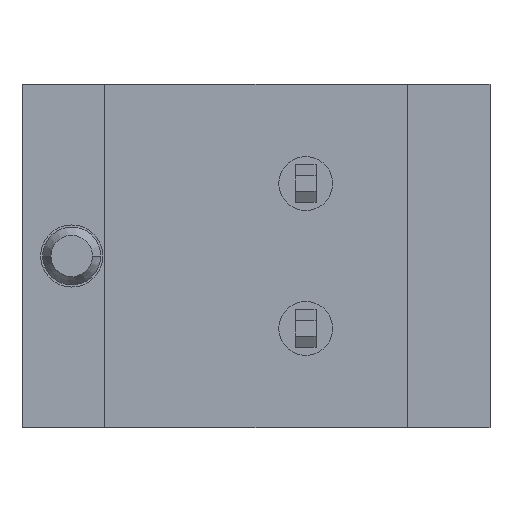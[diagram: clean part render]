
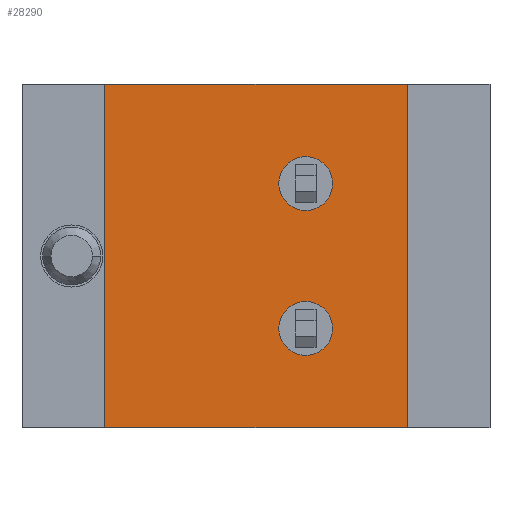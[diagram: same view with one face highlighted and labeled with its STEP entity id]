
A CAD part, front view. The second image highlights one B-rep face of the part: STEP entity #28290.
In plain terms, the highlighted planar face has unit normal (0, -1, 0).
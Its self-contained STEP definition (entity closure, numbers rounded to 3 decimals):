
#23650=CARTESIAN_POINT('',(-68.675,
   42.79,2.4));
#23660=VERTEX_POINT('',#23650);
#23690=CARTESIAN_POINT('',(-0.3,
   42.79,2.4));
#23700=DIRECTION('',(-1.,0.,
   0.));
#23710=VECTOR('',#23700,1.);
#23720=LINE('',#23690,#23710);
#23730=CARTESIAN_POINT('',(-75.975,
   42.79,2.4));
#23740=VERTEX_POINT('',#23730);
#23750=EDGE_CURVE('',#23660,#23740,#23720,.T.);
#27510=CARTESIAN_POINT('',(-75.975,
   42.79,0.));
#27520=DIRECTION('',(0.,0.,
   1.));
#27530=VECTOR('',#27520,1.);
#27540=LINE('',#27510,#27530);
#27550=CARTESIAN_POINT('',(-75.975,
   42.79,-5.9));
#27560=VERTEX_POINT('',#27550);
#27570=EDGE_CURVE('',#27560,#23740,#27540,.T.);
#27760=CARTESIAN_POINT('',(-75.975,
   42.79,0.));
#27770=DIRECTION('',(0.,-1.,
   0.));
#27780=DIRECTION('',(-1.,0.,
   0.));
#27790=AXIS2_PLACEMENT_3D('',#27760,#27770,#27780);
#27800=PLANE('',#27790);
#27810=ORIENTED_EDGE('',*,*,#23750,.T.);
#27820=CARTESIAN_POINT('',(-68.675,
   42.79,0.));
#27830=DIRECTION('',(0.,0.,
   1.));
#27840=VECTOR('',#27830,1.);
#27850=LINE('',#27820,#27840);
#27860=CARTESIAN_POINT('',(-68.675,
   42.79,-5.9));
#27870=VERTEX_POINT('',#27860);
#27880=EDGE_CURVE('',#27870,#23660,#27850,.T.);
#27890=ORIENTED_EDGE('',*,*,#27880,.T.);
#27900=CARTESIAN_POINT('',(-25.62,
   42.79,-5.9));
#27910=DIRECTION('',(-1.,0.,
   0.));
#27920=VECTOR('',#27910,1.);
#27930=LINE('',#27900,#27920);
#27940=EDGE_CURVE('',#27870,#27560,#27930,.T.);
#27950=ORIENTED_EDGE('',*,*,#27940,.F.);
#27960=ORIENTED_EDGE('',*,*,#27570,.F.);
#27970=EDGE_LOOP('',(#27960,#27950,#27890,#27810));
#27980=FACE_OUTER_BOUND('',#27970,.T.);
#27990=CARTESIAN_POINT('',(-71.125,
   42.79,-3.5));
#28000=DIRECTION('',(0.,-1.,
   0.));
#28010=DIRECTION('',(1.,0.,
   0.));
#28020=AXIS2_PLACEMENT_3D('',#27990,#28000,#28010);
#28030=CIRCLE('',#28020,0.65);
#28040=CARTESIAN_POINT('',(-70.475,
   42.79,-3.5));
#28050=VERTEX_POINT('',#28040);
#28060=CARTESIAN_POINT('',(-71.775,
   42.79,-3.5));
#28070=VERTEX_POINT('',#28060);
#28080=EDGE_CURVE('',#28050,#28070,#28030,.T.);
#28090=ORIENTED_EDGE('',*,*,#28080,.F.);
#28100=EDGE_CURVE('',#28070,#28050,#28030,.T.);
#28110=ORIENTED_EDGE('',*,*,#28100,.F.);
#28120=EDGE_LOOP('',(#28110,#28090));
#28130=FACE_BOUND('',#28120,.T.);
#28140=CARTESIAN_POINT('',(-71.125,
   42.79,0.));
#28150=DIRECTION('',(0.,-1.,
   0.));
#28160=DIRECTION('',(1.,0.,
   0.));
#28170=AXIS2_PLACEMENT_3D('',#28140,#28150,#28160);
#28180=CIRCLE('',#28170,0.65);
#28190=CARTESIAN_POINT('',(-70.475,
   42.79,0.));
#28200=VERTEX_POINT('',#28190);
#28210=CARTESIAN_POINT('',(-71.775,
   42.79,0.));
#28220=VERTEX_POINT('',#28210);
#28230=EDGE_CURVE('',#28200,#28220,#28180,.T.);
#28240=ORIENTED_EDGE('',*,*,#28230,.F.);
#28250=EDGE_CURVE('',#28220,#28200,#28180,.T.);
#28260=ORIENTED_EDGE('',*,*,#28250,.F.);
#28270=EDGE_LOOP('',(#28260,#28240));
#28280=FACE_BOUND('',#28270,.T.);
#28290=ADVANCED_FACE('',(#27980,#28130,#28280),#27800,.T.);
